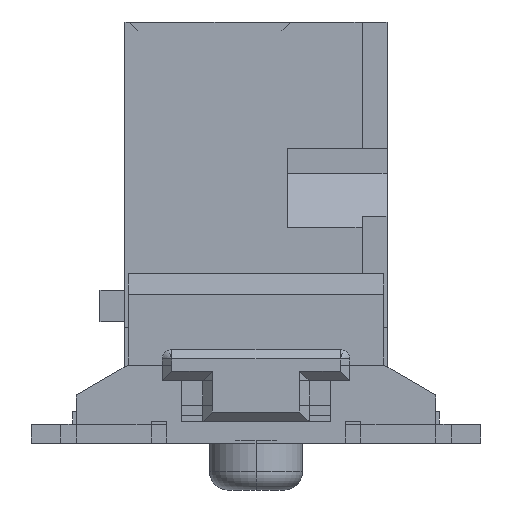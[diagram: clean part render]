
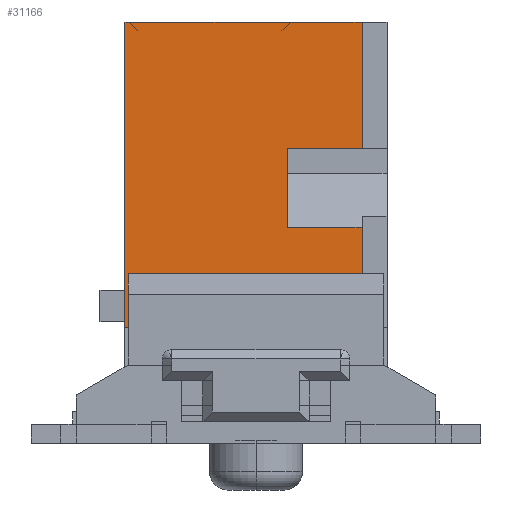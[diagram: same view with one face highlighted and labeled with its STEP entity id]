
A CAD part, left-side view. The second image highlights one B-rep face of the part: STEP entity #31166.
In plain terms, the highlighted planar face has unit normal (-1, 0, 0).
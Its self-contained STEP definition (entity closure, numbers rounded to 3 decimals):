
#30912=CARTESIAN_POINT('',(-17.253,-0.5,3.464));
#30913=VERTEX_POINT('',#30912);
#30920=CARTESIAN_POINT('',(-17.253,-1.7,3.464));
#30921=VERTEX_POINT('',#30920);
#30922=CARTESIAN_POINT('',(-17.253,-1.7,3.464));
#30923=DIRECTION('',(0.0,1.0,0.0));
#30924=VECTOR('',#30923,1.2);
#30925=LINE('',#30922,#30924);
#30926=EDGE_CURVE('',#30921,#30913,#30925,.T.);
#30952=CARTESIAN_POINT('',(-17.253,-1.7,4.73));
#30953=VERTEX_POINT('',#30952);
#30960=CARTESIAN_POINT('',(-17.253,-0.5,4.73));
#30961=VERTEX_POINT('',#30960);
#30962=CARTESIAN_POINT('',(-17.253,-0.5,4.73));
#30963=DIRECTION('',(0.0,-1.0,0.0));
#30964=VECTOR('',#30963,1.2);
#30965=LINE('',#30962,#30964);
#30966=EDGE_CURVE('',#30961,#30953,#30965,.T.);
#31023=CARTESIAN_POINT('',(-17.253,-0.5,3.464));
#31024=DIRECTION('',(0.0,0.0,1.0));
#31025=VECTOR('',#31024,1.266);
#31026=LINE('',#31023,#31025);
#31027=EDGE_CURVE('',#30913,#30961,#31026,.T.);
#31094=CARTESIAN_POINT('',(-17.253,2.1,6.75));
#31095=DIRECTION('',(-1.0,0.0,0.0));
#31096=DIRECTION('',(0.0,0.0,1.0));
#31097=AXIS2_PLACEMENT_3D('',#31094,#31095,#31096);
#31098=PLANE('',#31097);
#31099=ORIENTED_EDGE('',*,*,#30926,.T.);
#31100=ORIENTED_EDGE('',*,*,#31027,.T.);
#31101=ORIENTED_EDGE('',*,*,#30966,.T.);
#31102=CARTESIAN_POINT('',(-17.253,-1.7,6.75));
#31103=VERTEX_POINT('',#31102);
#31104=CARTESIAN_POINT('',(-17.253,-1.7,6.75));
#31105=DIRECTION('',(0.0,0.0,-1.0));
#31106=VECTOR('',#31105,2.02);
#31107=LINE('',#31104,#31106);
#31108=EDGE_CURVE('',#31103,#30953,#31107,.T.);
#31109=ORIENTED_EDGE('',*,*,#31108,.F.);
#31110=CARTESIAN_POINT('',(-17.253,-0.55,6.75));
#31111=VERTEX_POINT('',#31110);
#31112=CARTESIAN_POINT('',(-17.253,-0.55,6.75));
#31113=DIRECTION('',(0.0,-1.0,0.0));
#31114=VECTOR('',#31113,1.15);
#31115=LINE('',#31112,#31114);
#31116=EDGE_CURVE('',#31111,#31103,#31115,.T.);
#31117=ORIENTED_EDGE('',*,*,#31116,.F.);
#31118=CARTESIAN_POINT('',(-17.253,2.025,6.75));
#31119=VERTEX_POINT('',#31118);
#31120=CARTESIAN_POINT('',(-17.253,2.025,6.75));
#31121=DIRECTION('',(0.0,-1.0,0.0));
#31122=VECTOR('',#31121,2.575);
#31123=LINE('',#31120,#31122);
#31124=EDGE_CURVE('',#31119,#31111,#31123,.T.);
#31125=ORIENTED_EDGE('',*,*,#31124,.F.);
#31126=CARTESIAN_POINT('',(-17.253,2.1,6.75));
#31127=VERTEX_POINT('',#31126);
#31128=CARTESIAN_POINT('',(-17.253,2.1,6.75));
#31129=DIRECTION('',(0.0,-1.0,0.0));
#31130=VECTOR('',#31129,0.075);
#31131=LINE('',#31128,#31130);
#31132=EDGE_CURVE('',#31127,#31119,#31131,.T.);
#31133=ORIENTED_EDGE('',*,*,#31132,.F.);
#31134=CARTESIAN_POINT('',(-17.253,2.1,1.85));
#31135=VERTEX_POINT('',#31134);
#31136=CARTESIAN_POINT('',(-17.253,2.1,6.75));
#31137=DIRECTION('',(0.0,0.0,-1.0));
#31138=VECTOR('',#31137,4.9);
#31139=LINE('',#31136,#31138);
#31140=EDGE_CURVE('',#31127,#31135,#31139,.T.);
#31141=ORIENTED_EDGE('',*,*,#31140,.T.);
#31142=CARTESIAN_POINT('',(-17.253,2.1,1.85));
#31143=VERTEX_POINT('',#31142);
#31144=CARTESIAN_POINT('',(-17.253,2.1,1.85));
#31145=DIRECTION('',(0.0,-1.0,0.0));
#31146=VECTOR('',#31145,0.);
#31147=LINE('',#31144,#31146);
#31148=EDGE_CURVE('',#31135,#31143,#31147,.T.);
#31149=ORIENTED_EDGE('',*,*,#31148,.T.);
#31150=CARTESIAN_POINT('',(-17.253,-1.7,1.85));
#31151=VERTEX_POINT('',#31150);
#31152=CARTESIAN_POINT('',(-17.253,-1.7,1.85));
#31153=DIRECTION('',(0.0,1.0,0.0));
#31154=VECTOR('',#31153,3.8);
#31155=LINE('',#31152,#31154);
#31156=EDGE_CURVE('',#31151,#31143,#31155,.T.);
#31157=ORIENTED_EDGE('',*,*,#31156,.F.);
#31158=CARTESIAN_POINT('',(-17.253,-1.7,3.464));
#31159=DIRECTION('',(0.0,0.0,-1.0));
#31160=VECTOR('',#31159,1.614);
#31161=LINE('',#31158,#31160);
#31162=EDGE_CURVE('',#30921,#31151,#31161,.T.);
#31163=ORIENTED_EDGE('',*,*,#31162,.F.);
#31164=EDGE_LOOP('',(#31099,#31100,#31101,#31109,#31117,#31125,#31133,#31141,#31149,#31157,#31163));
#31165=FACE_OUTER_BOUND('',#31164,.T.);
#31166=ADVANCED_FACE('',(#31165),#31098,.T.);
